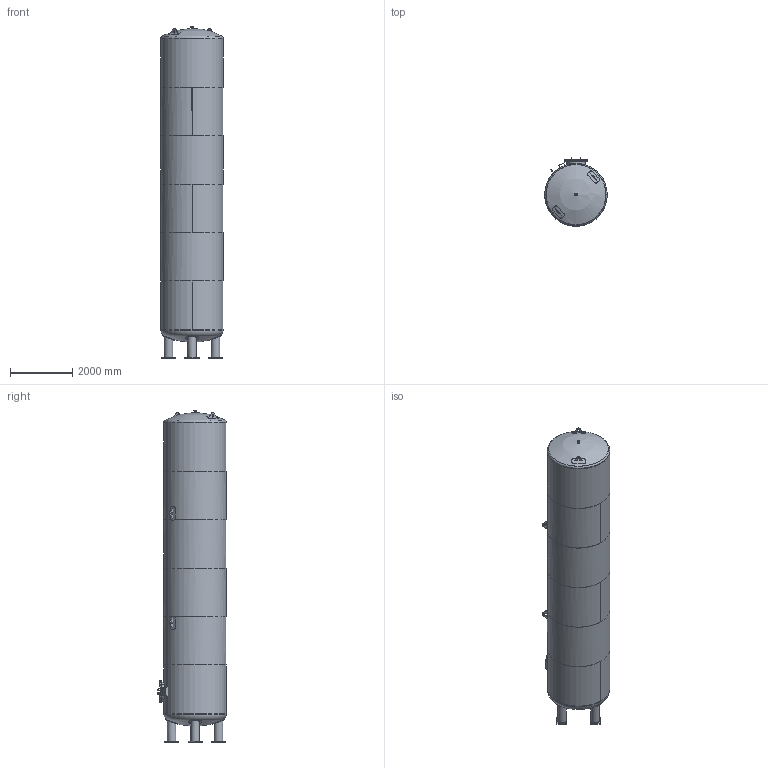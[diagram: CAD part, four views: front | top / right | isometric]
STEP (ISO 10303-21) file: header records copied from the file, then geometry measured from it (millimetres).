
FILE_DESCRIPTION((''),'2;1');
FILE_NAME('Behälter_Z-38_11-241_2000_030.stp','2013-01-31T12:24:42',('k�'),(''),'Autodesk Inventor 2012','Autodesk Inventor 2012','');
FILE_SCHEMA(('AUTOMOTIVE_DESIGN { 1 0 10303 214 1 1 1 1 }'));
Length unit declared in the file: millimetre
Products named in the file (1): Behälter_Z-38_11-241_2000_030_KV
Bounding box: 2000 x 2197 x 10625.43 mm (x, y, z)
Volume: 1291311538.1 mm3; surface area: 139456115.6 mm2
Topology: 7 solids, 11 shells, 1128 faces, 2607 edges, 1634 vertices
Faces by surface type: plane 640, cone 288, cylinder 166, sphere 18, torus 16
Full cylindrical faces by diameter (mm): 16 x70, 22.5 x32, 60.3 x2, 66.3 x1, 82.3 x1, 257 x4, 273 x4, 400 x4, 598 x2, 610 x2, 660 x1, 720 x2, 1988 x7, 2000 x8
Entity records: 32447 total; most frequent: CARTESIAN_POINT 8728, ORIENTED_EDGE 4656, DIRECTION 4398, EDGE_CURVE 2328, AXIS2_PLACEMENT_3D 1773, VERTEX_POINT 1583, EDGE_LOOP 1581, FACE_OUTER_BOUND 1128
